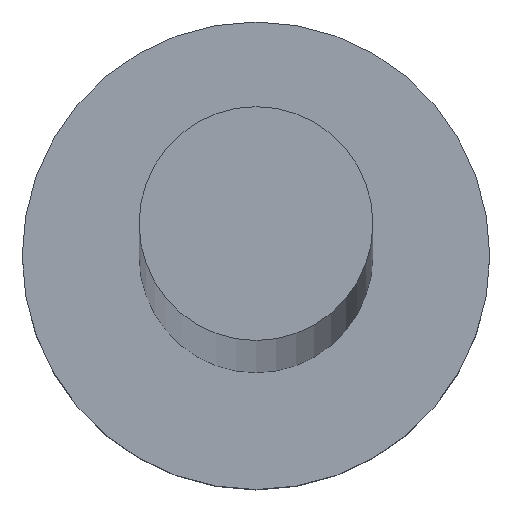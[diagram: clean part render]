
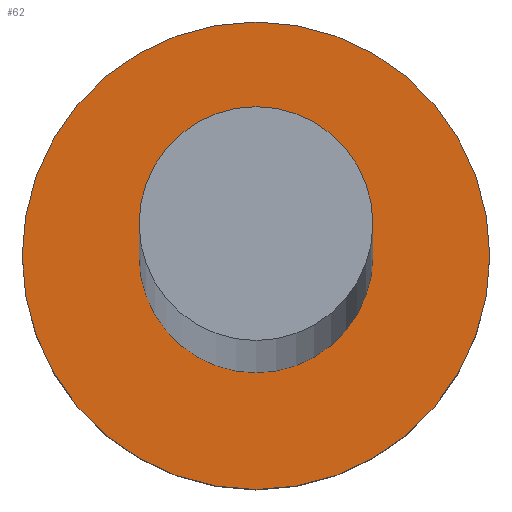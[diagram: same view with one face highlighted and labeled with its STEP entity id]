
A CAD part, top view. The second image highlights one B-rep face of the part: STEP entity #62.
In plain terms, the highlighted planar face has unit normal (0, 0, 1).
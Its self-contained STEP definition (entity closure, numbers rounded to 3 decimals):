
#2 = EDGE_CURVE ( 'NONE', #247, #150, #65, .T. ) ;
#4 = EDGE_CURVE ( 'NONE', #66, #119, #205, .T. ) ;
#5 = ORIENTED_EDGE ( 'NONE', *, *, #13, .T. ) ;
#10 = EDGE_CURVE ( 'NONE', #150, #247, #121, .T. ) ;
#13 = EDGE_CURVE ( 'NONE', #119, #66, #74, .T. ) ;
#14 = ORIENTED_EDGE ( 'NONE', *, *, #10, .F. ) ;
#16 = CARTESIAN_POINT ( 'NONE',  ( 0., 0., 2. ) ) ;
#36 = EDGE_LOOP ( 'NONE', ( #14, #100 ) ) ;
#37 = DIRECTION ( 'NONE',  ( 1., 0., 0. ) ) ;
#42 = CARTESIAN_POINT ( 'NONE',  ( 0., 0., 2. ) ) ;
#45 = CARTESIAN_POINT ( 'NONE',  ( 2., 0., 2. ) ) ;
#51 = DIRECTION ( 'NONE',  ( 0., 0., 1. ) ) ;
#56 = FACE_BOUND ( 'NONE', #36, .T. ) ;
#62 = ADVANCED_FACE ( 'NONE', ( #56, #137 ), #195, .T. ) ;
#65 = CIRCLE ( 'NONE', #170, 1. ) ;
#66 = VERTEX_POINT ( 'NONE', #245 ) ;
#74 = CIRCLE ( 'NONE', #142, 2. ) ;
#82 = DIRECTION ( 'NONE',  ( 0., 0., 1. ) ) ;
#83 = AXIS2_PLACEMENT_3D ( 'NONE', #16, #120, #97 ) ;
#92 = CARTESIAN_POINT ( 'NONE',  ( 0., 0., 2. ) ) ;
#97 = DIRECTION ( 'NONE',  ( 1., 0., 0. ) ) ;
#99 = AXIS2_PLACEMENT_3D ( 'NONE', #92, #157, #114 ) ;
#100 = ORIENTED_EDGE ( 'NONE', *, *, #2, .F. ) ;
#114 = DIRECTION ( 'NONE',  ( 1., 0., 0. ) ) ;
#119 = VERTEX_POINT ( 'NONE', #45 ) ;
#120 = DIRECTION ( 'NONE',  ( 0., 0., 1. ) ) ;
#121 = CIRCLE ( 'NONE', #187, 1. ) ;
#132 = DIRECTION ( 'NONE',  ( 1., 0., 0. ) ) ;
#137 = FACE_OUTER_BOUND ( 'NONE', #185, .T. ) ;
#141 = CARTESIAN_POINT ( 'NONE',  ( 0., 0., 2. ) ) ;
#142 = AXIS2_PLACEMENT_3D ( 'NONE', #42, #82, #37 ) ;
#150 = VERTEX_POINT ( 'NONE', #222 ) ;
#154 = CARTESIAN_POINT ( 'NONE',  ( 0., 0., 2. ) ) ;
#157 = DIRECTION ( 'NONE',  ( 0., 0., 1. ) ) ;
#170 = AXIS2_PLACEMENT_3D ( 'NONE', #154, #51, #132 ) ;
#185 = EDGE_LOOP ( 'NONE', ( #232, #5 ) ) ;
#187 = AXIS2_PLACEMENT_3D ( 'NONE', #141, #217, #213 ) ;
#195 = PLANE ( 'NONE',  #83 ) ;
#204 = CARTESIAN_POINT ( 'NONE',  ( 1., 0., 2. ) ) ;
#205 = CIRCLE ( 'NONE', #99, 2. ) ;
#213 = DIRECTION ( 'NONE',  ( 1., 0., 0. ) ) ;
#217 = DIRECTION ( 'NONE',  ( 0., 0., 1. ) ) ;
#222 = CARTESIAN_POINT ( 'NONE',  ( -1., 0., 2. ) ) ;
#232 = ORIENTED_EDGE ( 'NONE', *, *, #4, .T. ) ;
#245 = CARTESIAN_POINT ( 'NONE',  ( -2., 0., 2. ) ) ;
#247 = VERTEX_POINT ( 'NONE', #204 ) ;
